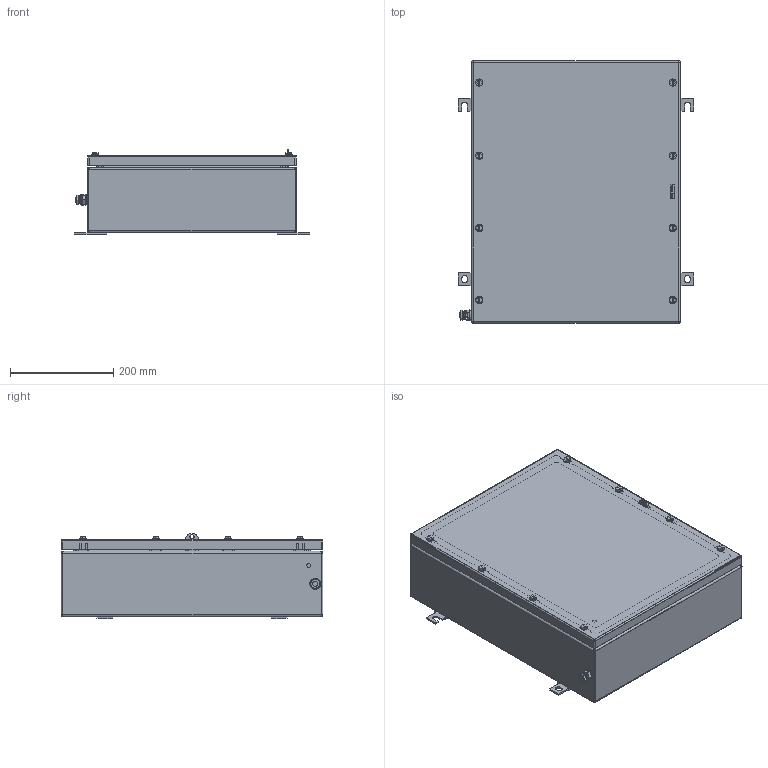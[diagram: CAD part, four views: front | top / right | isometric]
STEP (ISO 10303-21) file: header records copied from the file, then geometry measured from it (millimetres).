
FILE_DESCRIPTION(('CATIA V5 STEP Exchange','CAx-IF Rec.Pracs.--- Model Styling and Organization---1.4--- 2014-01-23'),'2;1');
FILE_NAME ('1523454-3_2_8000108846_8000108846 KTB MH 504015 S4E0.stp','2023-10-04T05:42:25+00:00',('none'),('Weidmueller'),'CATIA Version 5-6 Release 2016 SP3 HF44','CATIA V5 STEP AP214','none');
FILE_SCHEMA(('AUTOMOTIVE_DESIGN { 1 0 10303 214 1 1 1 1 }'));
Products named in the file (1): 8000108846 KTB MH 504015 S4E0
Bounding box: 457 x 508 x 165 mm (x, y, z)
Volume: 1290056.3 mm3; surface area: 1635714.8 mm2
Topology: 42 solids, 42 shells, 1930 faces, 5179 edges, 3331 vertices
Faces by surface type: plane 893, cylinder 635, cone 198, bspline 176, torus 20, sphere 8
Entity records: 71399 total; most frequent: CARTESIAN_POINT 26445, ORIENTED_EDGE 10262, DIRECTION 7376, EDGE_CURVE 5131, VERTEX_POINT 3331, VECTOR 2914, LINE 2914, AXIS2_PLACEMENT_3D 2716
